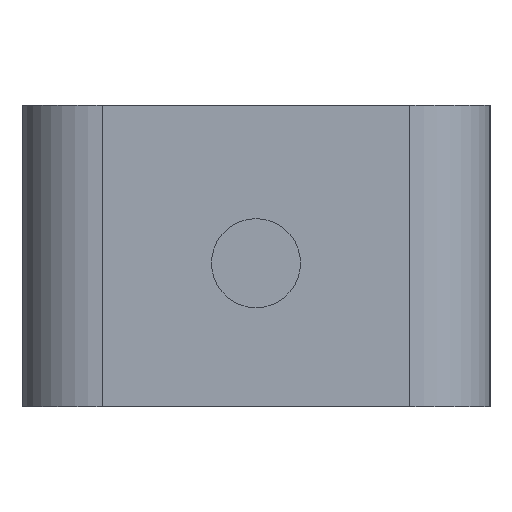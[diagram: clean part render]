
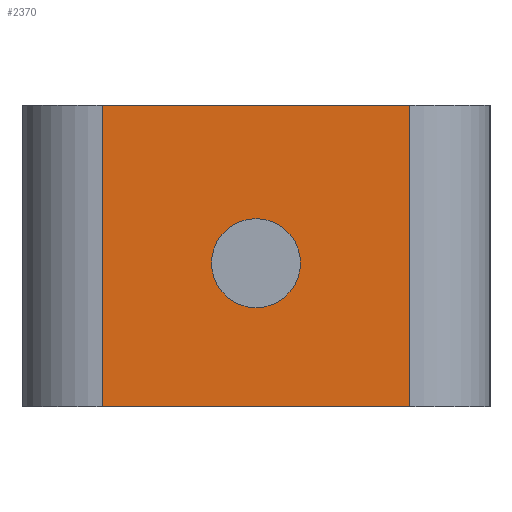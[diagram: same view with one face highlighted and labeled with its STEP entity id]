
A CAD part, left-side view. The second image highlights one B-rep face of the part: STEP entity #2370.
In plain terms, the highlighted planar face has unit normal (-1, 0, 0).
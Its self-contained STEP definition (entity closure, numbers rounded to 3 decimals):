
#44 = PLANE('',#45);
#45 = AXIS2_PLACEMENT_3D('',#46,#47,#48);
#46 = CARTESIAN_POINT('',(-7.298,-8.008,
    -5.25));
#47 = DIRECTION('',(0.,0.,1.));
#48 = DIRECTION('',(1.,0.,0.));
#1306 = PLANE('',#1307);
#1307 = AXIS2_PLACEMENT_3D('',#1308,#1309,#1310);
#1308 = CARTESIAN_POINT('',(-7.298,-8.008,
    5.25));
#1309 = DIRECTION('',(0.,0.,1.));
#1310 = DIRECTION('',(1.,0.,0.));
#1399 = VERTEX_POINT('',#1400);
#1400 = CARTESIAN_POINT('',(-10.098,-8.008,
    -5.25));
#1417 = CYLINDRICAL_SURFACE('',#1418,2.8);
#1418 = AXIS2_PLACEMENT_3D('',#1419,#1420,#1421);
#1419 = CARTESIAN_POINT('',(-7.298,-8.008,
    5.25));
#1420 = DIRECTION('',(0.,0.,-1.));
#1421 = DIRECTION('',(-1.,0.,0.));
#1428 = EDGE_CURVE('',#1429,#1399,#1431,.T.);
#1429 = VERTEX_POINT('',#1430);
#1430 = CARTESIAN_POINT('',(-10.098,2.692,
    -5.25));
#1431 = SURFACE_CURVE('',#1432,(#1436,#1443),.PCURVE_S1.);
#1432 = LINE('',#1433,#1434);
#1433 = CARTESIAN_POINT('',(-10.098,2.692,
    -5.25));
#1434 = VECTOR('',#1435,1.);
#1435 = DIRECTION('',(0.,-1.,0.));
#1436 = PCURVE('',#44,#1437);
#1437 = DEFINITIONAL_REPRESENTATION('',(#1438),#1442);
#1438 = LINE('',#1439,#1440);
#1439 = CARTESIAN_POINT('',(-2.8,10.7));
#1440 = VECTOR('',#1441,1.);
#1441 = DIRECTION('',(0.,-1.));
#1442 = ( GEOMETRIC_REPRESENTATION_CONTEXT(2) 
PARAMETRIC_REPRESENTATION_CONTEXT() REPRESENTATION_CONTEXT('2D SPACE',''
  ) );
#1443 = PCURVE('',#1444,#1449);
#1444 = PLANE('',#1445);
#1445 = AXIS2_PLACEMENT_3D('',#1446,#1447,#1448);
#1446 = CARTESIAN_POINT('',(-10.098,2.692,
    5.25));
#1447 = DIRECTION('',(1.,0.,0.));
#1448 = DIRECTION('',(0.,0.,-1.));
#1449 = DEFINITIONAL_REPRESENTATION('',(#1450),#1454);
#1450 = LINE('',#1451,#1452);
#1451 = CARTESIAN_POINT('',(10.5,0.));
#1452 = VECTOR('',#1453,1.);
#1453 = DIRECTION('',(0.,-1.));
#1454 = ( GEOMETRIC_REPRESENTATION_CONTEXT(2) 
PARAMETRIC_REPRESENTATION_CONTEXT() REPRESENTATION_CONTEXT('2D SPACE',''
  ) );
#1473 = CYLINDRICAL_SURFACE('',#1474,2.8);
#1474 = AXIS2_PLACEMENT_3D('',#1475,#1476,#1477);
#1475 = CARTESIAN_POINT('',(-7.298,2.692,
    5.25));
#1476 = DIRECTION('',(0.,0.,-1.));
#1477 = DIRECTION('',(-1.,0.,0.));
#2326 = EDGE_CURVE('',#2327,#1429,#2329,.T.);
#2327 = VERTEX_POINT('',#2328);
#2328 = CARTESIAN_POINT('',(-10.098,2.692,
    5.25));
#2329 = SURFACE_CURVE('',#2330,(#2334,#2340),.PCURVE_S1.);
#2330 = LINE('',#2331,#2332);
#2331 = CARTESIAN_POINT('',(-10.098,2.692,
    5.25));
#2332 = VECTOR('',#2333,1.);
#2333 = DIRECTION('',(0.,0.,-1.));
#2334 = PCURVE('',#1473,#2335);
#2335 = DEFINITIONAL_REPRESENTATION('',(#2336),#2339);
#2336 = B_SPLINE_CURVE_WITH_KNOTS('',1,(#2337,#2338),.UNSPECIFIED.,.F.,
  .F.,(2,2),(0.,10.5),.PIECEWISE_BEZIER_KNOTS.);
#2337 = CARTESIAN_POINT('',(0.,0.));
#2338 = CARTESIAN_POINT('',(0.,10.5));
#2339 = ( GEOMETRIC_REPRESENTATION_CONTEXT(2) 
PARAMETRIC_REPRESENTATION_CONTEXT() REPRESENTATION_CONTEXT('2D SPACE',''
  ) );
#2340 = PCURVE('',#1444,#2341);
#2341 = DEFINITIONAL_REPRESENTATION('',(#2342),#2346);
#2342 = LINE('',#2343,#2344);
#2343 = CARTESIAN_POINT('',(0.,0.));
#2344 = VECTOR('',#2345,1.);
#2345 = DIRECTION('',(1.,0.));
#2346 = ( GEOMETRIC_REPRESENTATION_CONTEXT(2) 
PARAMETRIC_REPRESENTATION_CONTEXT() REPRESENTATION_CONTEXT('2D SPACE',''
  ) );
#2370 = ADVANCED_FACE('',(#2371,#2418),#1444,.F.);
#2371 = FACE_BOUND('',#2372,.T.);
#2372 = EDGE_LOOP('',(#2373,#2395,#2416,#2417));
#2373 = ORIENTED_EDGE('',*,*,#2374,.F.);
#2374 = EDGE_CURVE('',#2375,#1399,#2377,.T.);
#2375 = VERTEX_POINT('',#2376);
#2376 = CARTESIAN_POINT('',(-10.098,-8.008,
    5.25));
#2377 = SURFACE_CURVE('',#2378,(#2382,#2389),.PCURVE_S1.);
#2378 = LINE('',#2379,#2380);
#2379 = CARTESIAN_POINT('',(-10.098,-8.008,
    5.25));
#2380 = VECTOR('',#2381,1.);
#2381 = DIRECTION('',(0.,0.,-1.));
#2382 = PCURVE('',#1444,#2383);
#2383 = DEFINITIONAL_REPRESENTATION('',(#2384),#2388);
#2384 = LINE('',#2385,#2386);
#2385 = CARTESIAN_POINT('',(0.,-10.7));
#2386 = VECTOR('',#2387,1.);
#2387 = DIRECTION('',(1.,0.));
#2388 = ( GEOMETRIC_REPRESENTATION_CONTEXT(2) 
PARAMETRIC_REPRESENTATION_CONTEXT() REPRESENTATION_CONTEXT('2D SPACE',''
  ) );
#2389 = PCURVE('',#1417,#2390);
#2390 = DEFINITIONAL_REPRESENTATION('',(#2391),#2394);
#2391 = B_SPLINE_CURVE_WITH_KNOTS('',1,(#2392,#2393),.UNSPECIFIED.,.F.,
  .F.,(2,2),(0.,10.5),.PIECEWISE_BEZIER_KNOTS.);
#2392 = CARTESIAN_POINT('',(6.283,0.));
#2393 = CARTESIAN_POINT('',(6.283,10.5));
#2394 = ( GEOMETRIC_REPRESENTATION_CONTEXT(2) 
PARAMETRIC_REPRESENTATION_CONTEXT() REPRESENTATION_CONTEXT('2D SPACE',''
  ) );
#2395 = ORIENTED_EDGE('',*,*,#2396,.F.);
#2396 = EDGE_CURVE('',#2327,#2375,#2397,.T.);
#2397 = SURFACE_CURVE('',#2398,(#2402,#2409),.PCURVE_S1.);
#2398 = LINE('',#2399,#2400);
#2399 = CARTESIAN_POINT('',(-10.098,2.692,
    5.25));
#2400 = VECTOR('',#2401,1.);
#2401 = DIRECTION('',(0.,-1.,0.));
#2402 = PCURVE('',#1444,#2403);
#2403 = DEFINITIONAL_REPRESENTATION('',(#2404),#2408);
#2404 = LINE('',#2405,#2406);
#2405 = CARTESIAN_POINT('',(0.,0.));
#2406 = VECTOR('',#2407,1.);
#2407 = DIRECTION('',(0.,-1.));
#2408 = ( GEOMETRIC_REPRESENTATION_CONTEXT(2) 
PARAMETRIC_REPRESENTATION_CONTEXT() REPRESENTATION_CONTEXT('2D SPACE',''
  ) );
#2409 = PCURVE('',#1306,#2410);
#2410 = DEFINITIONAL_REPRESENTATION('',(#2411),#2415);
#2411 = LINE('',#2412,#2413);
#2412 = CARTESIAN_POINT('',(-2.8,10.7));
#2413 = VECTOR('',#2414,1.);
#2414 = DIRECTION('',(0.,-1.));
#2415 = ( GEOMETRIC_REPRESENTATION_CONTEXT(2) 
PARAMETRIC_REPRESENTATION_CONTEXT() REPRESENTATION_CONTEXT('2D SPACE',''
  ) );
#2416 = ORIENTED_EDGE('',*,*,#2326,.T.);
#2417 = ORIENTED_EDGE('',*,*,#1428,.T.);
#2418 = FACE_BOUND('',#2419,.T.);
#2419 = EDGE_LOOP('',(#2420,#2454));
#2420 = ORIENTED_EDGE('',*,*,#2421,.F.);
#2421 = EDGE_CURVE('',#2422,#2424,#2426,.T.);
#2422 = VERTEX_POINT('',#2423);
#2423 = CARTESIAN_POINT('',(-10.098,-2.658,
    1.3));
#2424 = VERTEX_POINT('',#2425);
#2425 = CARTESIAN_POINT('',(-10.098,-2.658,
    -1.8));
#2426 = SURFACE_CURVE('',#2427,(#2432,#2443),.PCURVE_S1.);
#2427 = CIRCLE('',#2428,1.55);
#2428 = AXIS2_PLACEMENT_3D('',#2429,#2430,#2431);
#2429 = CARTESIAN_POINT('',(-10.098,-2.658,
    -0.25));
#2430 = DIRECTION('',(-1.,0.,0.));
#2431 = DIRECTION('',(0.,0.,1.));
#2432 = PCURVE('',#1444,#2433);
#2433 = DEFINITIONAL_REPRESENTATION('',(#2434),#2442);
#2434 = ( BOUNDED_CURVE() B_SPLINE_CURVE(2,(#2435,#2436,#2437,#2438,
#2439,#2440,#2441),.UNSPECIFIED.,.F.,.F.) B_SPLINE_CURVE_WITH_KNOTS((1,2
    ,2,2,2,1),(-2.094,0.,2.094,4.189,
6.283,8.378),.UNSPECIFIED.) CURVE() 
GEOMETRIC_REPRESENTATION_ITEM() RATIONAL_B_SPLINE_CURVE((1.,0.5,1.,0.5,
1.,0.5,1.)) REPRESENTATION_ITEM('') );
#2435 = CARTESIAN_POINT('',(3.95,-5.35));
#2436 = CARTESIAN_POINT('',(3.95,-2.665));
#2437 = CARTESIAN_POINT('',(6.275,-4.008));
#2438 = CARTESIAN_POINT('',(8.6,-5.35));
#2439 = CARTESIAN_POINT('',(6.275,-6.692));
#2440 = CARTESIAN_POINT('',(3.95,-8.035));
#2441 = CARTESIAN_POINT('',(3.95,-5.35));
#2442 = ( GEOMETRIC_REPRESENTATION_CONTEXT(2) 
PARAMETRIC_REPRESENTATION_CONTEXT() REPRESENTATION_CONTEXT('2D SPACE',''
  ) );
#2443 = PCURVE('',#2444,#2449);
#2444 = CYLINDRICAL_SURFACE('',#2445,1.55);
#2445 = AXIS2_PLACEMENT_3D('',#2446,#2447,#2448);
#2446 = CARTESIAN_POINT('',(-59.098,-2.658,
    -0.25));
#2447 = DIRECTION('',(1.,0.,0.));
#2448 = DIRECTION('',(0.,0.,-1.));
#2449 = DEFINITIONAL_REPRESENTATION('',(#2450),#2453);
#2450 = B_SPLINE_CURVE_WITH_KNOTS('',1,(#2451,#2452),.UNSPECIFIED.,.F.,
  .F.,(2,2),(0.,6.283),.PIECEWISE_BEZIER_KNOTS.);
#2451 = CARTESIAN_POINT('',(3.142,49.));
#2452 = CARTESIAN_POINT('',(-3.142,49.));
#2453 = ( GEOMETRIC_REPRESENTATION_CONTEXT(2) 
PARAMETRIC_REPRESENTATION_CONTEXT() REPRESENTATION_CONTEXT('2D SPACE',''
  ) );
#2454 = ORIENTED_EDGE('',*,*,#2455,.F.);
#2455 = EDGE_CURVE('',#2424,#2422,#2456,.T.);
#2456 = SURFACE_CURVE('',#2457,(#2462,#2473),.PCURVE_S1.);
#2457 = CIRCLE('',#2458,1.55);
#2458 = AXIS2_PLACEMENT_3D('',#2459,#2460,#2461);
#2459 = CARTESIAN_POINT('',(-10.098,-2.658,
    -0.25));
#2460 = DIRECTION('',(-1.,0.,0.));
#2461 = DIRECTION('',(0.,0.,1.));
#2462 = PCURVE('',#1444,#2463);
#2463 = DEFINITIONAL_REPRESENTATION('',(#2464),#2472);
#2464 = ( BOUNDED_CURVE() B_SPLINE_CURVE(2,(#2465,#2466,#2467,#2468,
#2469,#2470,#2471),.UNSPECIFIED.,.F.,.F.) B_SPLINE_CURVE_WITH_KNOTS((1,2
    ,2,2,2,1),(-2.094,0.,2.094,4.189,
6.283,8.378),.UNSPECIFIED.) CURVE() 
GEOMETRIC_REPRESENTATION_ITEM() RATIONAL_B_SPLINE_CURVE((1.,0.5,1.,0.5,
1.,0.5,1.)) REPRESENTATION_ITEM('') );
#2465 = CARTESIAN_POINT('',(3.95,-5.35));
#2466 = CARTESIAN_POINT('',(3.95,-2.665));
#2467 = CARTESIAN_POINT('',(6.275,-4.008));
#2468 = CARTESIAN_POINT('',(8.6,-5.35));
#2469 = CARTESIAN_POINT('',(6.275,-6.692));
#2470 = CARTESIAN_POINT('',(3.95,-8.035));
#2471 = CARTESIAN_POINT('',(3.95,-5.35));
#2472 = ( GEOMETRIC_REPRESENTATION_CONTEXT(2) 
PARAMETRIC_REPRESENTATION_CONTEXT() REPRESENTATION_CONTEXT('2D SPACE',''
  ) );
#2473 = PCURVE('',#2444,#2474);
#2474 = DEFINITIONAL_REPRESENTATION('',(#2475),#2478);
#2475 = B_SPLINE_CURVE_WITH_KNOTS('',1,(#2476,#2477),.UNSPECIFIED.,.F.,
  .F.,(2,2),(0.,6.283),.PIECEWISE_BEZIER_KNOTS.);
#2476 = CARTESIAN_POINT('',(9.425,49.));
#2477 = CARTESIAN_POINT('',(3.142,49.));
#2478 = ( GEOMETRIC_REPRESENTATION_CONTEXT(2) 
PARAMETRIC_REPRESENTATION_CONTEXT() REPRESENTATION_CONTEXT('2D SPACE',''
  ) );
